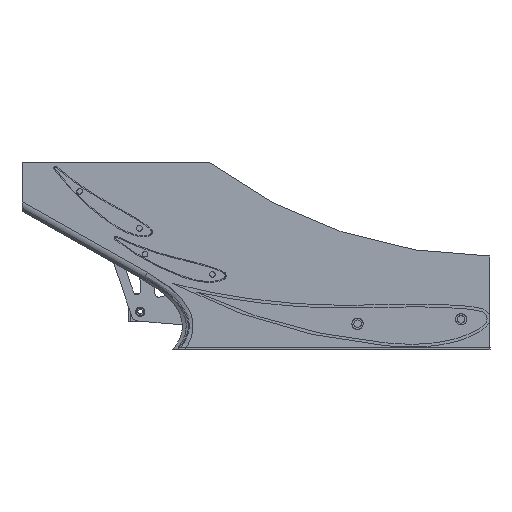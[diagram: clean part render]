
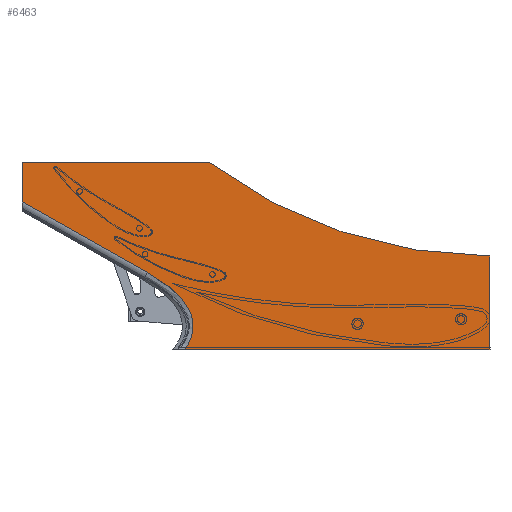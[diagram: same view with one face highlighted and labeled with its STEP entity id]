
A CAD part, front view. The second image highlights one B-rep face of the part: STEP entity #6463.
In plain terms, the highlighted face is planar.
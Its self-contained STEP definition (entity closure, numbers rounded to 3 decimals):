
#39=B_SPLINE_CURVE_WITH_KNOTS('',3,(#11673,#11674,#11675,#11676,#11677,
#11678,#11679,#11680,#11681,#11682,#11683,#11684,#11685),.UNSPECIFIED.,
 .F.,.F.,(4,1,1,1,1,1,1,1,1,1,4),(-11.898,-10.318,-8.739,
-7.159,-5.579,-4.789,-3.999,
-3.209,-2.419,-1.629,-1.327),
 .UNSPECIFIED.);
#565=PLANE('',#7584);
#822=FACE_OUTER_BOUND('',#1196,.T.);
#1196=EDGE_LOOP('',(#5228,#5229,#5230,#5231,#5232,#5233,#5234));
#1571=LINE('',#11426,#1995);
#1589=LINE('',#11706,#2013);
#1591=LINE('',#11710,#2015);
#1595=LINE('',#11722,#2019);
#1596=LINE('',#11724,#2020);
#1995=VECTOR('',#9163,10.);
#2013=VECTOR('',#9203,10.);
#2015=VECTOR('',#9207,10.);
#2019=VECTOR('',#9215,10.);
#2020=VECTOR('',#9218,10.);
#2534=CIRCLE('',#7567,500.);
#3021=VERTEX_POINT('',#11419);
#3022=VERTEX_POINT('',#11421);
#3023=VERTEX_POINT('',#11425);
#3040=VERTEX_POINT('',#11664);
#3042=VERTEX_POINT('',#11672);
#3045=VERTEX_POINT('',#11703);
#3046=VERTEX_POINT('',#11709);
#3780=EDGE_CURVE('',#3021,#3022,#2534,.T.);
#3782=EDGE_CURVE('',#3022,#3023,#1571,.T.);
#3808=EDGE_CURVE('',#3042,#3040,#39,.T.);
#3813=EDGE_CURVE('',#3045,#3042,#1589,.T.);
#3815=EDGE_CURVE('',#3045,#3046,#1591,.T.);
#3819=EDGE_CURVE('',#3023,#3040,#1595,.T.);
#3820=EDGE_CURVE('',#3046,#3021,#1596,.T.);
#5228=ORIENTED_EDGE('',*,*,#3780,.F.);
#5229=ORIENTED_EDGE('',*,*,#3820,.F.);
#5230=ORIENTED_EDGE('',*,*,#3815,.F.);
#5231=ORIENTED_EDGE('',*,*,#3813,.T.);
#5232=ORIENTED_EDGE('',*,*,#3808,.T.);
#5233=ORIENTED_EDGE('',*,*,#3819,.F.);
#5234=ORIENTED_EDGE('',*,*,#3782,.F.);
#6463=ADVANCED_FACE('',(#822),#565,.F.);
#7567=AXIS2_PLACEMENT_3D('',#11422,#9158,#9159);
#7584=AXIS2_PLACEMENT_3D('',#11725,#9219,#9220);
#9158=DIRECTION('center_axis',(0.,1.,0.));
#9159=DIRECTION('ref_axis',(0.,0.,1.));
#9163=DIRECTION('',(0.,0.,1.));
#9203=DIRECTION('',(0.871,0.,0.491));
#9207=DIRECTION('',(0.,0.,-1.));
#9215=DIRECTION('',(-1.,0.,0.));
#9218=DIRECTION('',(1.,0.,0.));
#9219=DIRECTION('center_axis',(0.,-1.,0.));
#9220=DIRECTION('ref_axis',(0.,0.,-1.));
#11419=CARTESIAN_POINT('',(-50.,2.5,-100.));
#11421=CARTESIAN_POINT('',(250.,2.5,0.));
#11422=CARTESIAN_POINT('Origin',(250.,2.5,-500.));
#11425=CARTESIAN_POINT('',(250.,2.5,100.));
#11426=CARTESIAN_POINT('',(250.,2.5,100.));
#11664=CARTESIAN_POINT('',(-76.224,2.5,100.));
#11672=CARTESIAN_POINT('',(-116.054,2.5,17.583));
#11673=CARTESIAN_POINT('Ctrl Pts',(-116.054,2.5,17.583));
#11674=CARTESIAN_POINT('Ctrl Pts',(-111.466,2.5,20.168));
#11675=CARTESIAN_POINT('Ctrl Pts',(-102.478,2.5,25.636));
#11676=CARTESIAN_POINT('Ctrl Pts',(-89.779,2.5,35.084));
#11677=CARTESIAN_POINT('Ctrl Pts',(-78.452,2.5,46.174));
#11678=CARTESIAN_POINT('Ctrl Pts',(-71.168,2.5,57.288));
#11679=CARTESIAN_POINT('Ctrl Pts',(-67.859,2.5,67.358));
#11680=CARTESIAN_POINT('Ctrl Pts',(-67.022,2.5,75.259));
#11681=CARTESIAN_POINT('Ctrl Pts',(-67.976,2.5,83.152));
#11682=CARTESIAN_POINT('Ctrl Pts',(-70.545,2.5,90.66));
#11683=CARTESIAN_POINT('Ctrl Pts',(-73.583,2.5,96.173));
#11684=CARTESIAN_POINT('Ctrl Pts',(-75.636,2.5,99.181));
#11685=CARTESIAN_POINT('Ctrl Pts',(-76.224,2.5,100.));
#11703=CARTESIAN_POINT('',(-250.,2.5,-57.885));
#11706=CARTESIAN_POINT('',(30.069,2.5,99.912));
#11709=CARTESIAN_POINT('',(-250.,2.5,-100.));
#11710=CARTESIAN_POINT('',(-250.,2.5,-100.));
#11722=CARTESIAN_POINT('',(-250.,2.5,100.));
#11724=CARTESIAN_POINT('',(250.,2.5,-100.));
#11725=CARTESIAN_POINT('Origin',(0.,2.5,0.));
